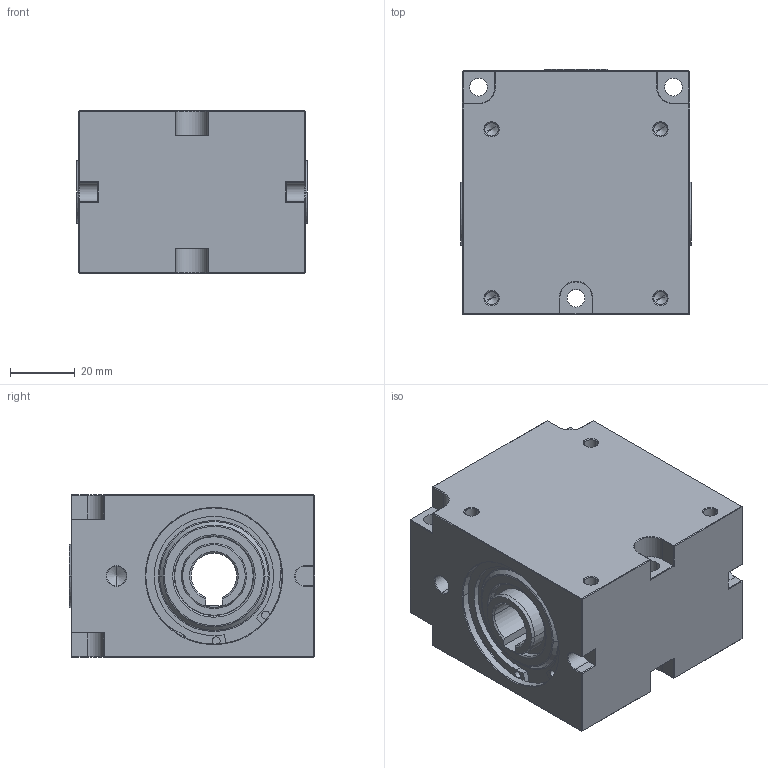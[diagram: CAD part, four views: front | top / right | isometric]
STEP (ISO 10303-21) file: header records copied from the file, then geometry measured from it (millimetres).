
FILE_DESCRIPTION(('STEP AP214'),'1');
FILE_NAME('_51.stp','2017-12-08T09:09:00',('TraceParts'),('TraceParts S.A.'),'Spatial InterOp 3D',' ',' ');
FILE_SCHEMA(('automotive_design'));
Length unit declared in the file: millimetre
Products named in the file (1): dz_505_–_51
Bounding box: 71 x 75.5 x 50 mm (x, y, z)
Volume: 227465.3 mm3; surface area: 36400.7 mm2
Topology: 1 solids, 1 shells, 361 faces, 868 edges, 512 vertices
Faces by surface type: plane 165, cylinder 97, cone 81, torus 18
Entity records: 13222 total; most frequent: DIRECTION 1963, CARTESIAN_POINT 1722, ORIENTED_EDGE 1696, EDGE_CURVE 848, AXIS2_PLACEMENT_3D 753, VERTEX_POINT 512, LINE 457, VECTOR 457
